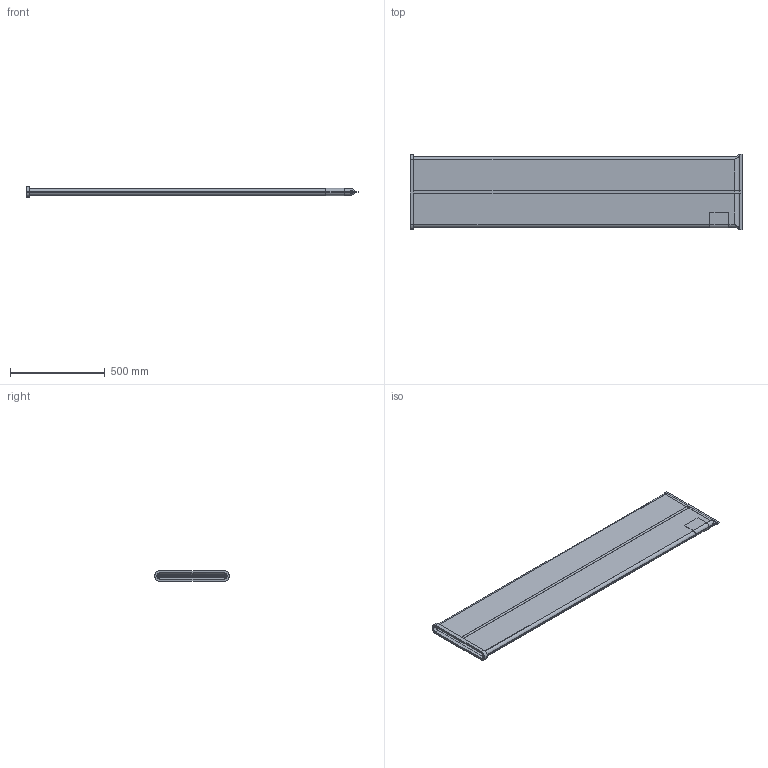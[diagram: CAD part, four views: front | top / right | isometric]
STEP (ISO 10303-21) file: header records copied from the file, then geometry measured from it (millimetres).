
FILE_DESCRIPTION (( 'STEP AP203' ), '1' );
FILE_NAME ('FILTRATION CLOTH 2024.STEP', '2023-12-14T08:47:01', ( '' ), ( '' ), 'SwSTEP 2.0', 'SolidWorks 2022', '' );
FILE_SCHEMA (( 'CONFIG_CONTROL_DESIGN' ));
Length unit declared in the file: millimetre
Products named in the file (1): FILTRATION CLOTH 2024
Bounding box: 1750 x 400 x 55 mm (x, y, z)
Volume: 2291653.5 mm3; surface area: 2768544.9 mm2
Topology: 1 solids, 1 shells, 93 faces, 257 edges, 168 vertices
Faces by surface type: plane 43, cylinder 42, bspline 8
Entity records: 3470 total; most frequent: CARTESIAN_POINT 1177, ORIENTED_EDGE 514, DIRECTION 405, EDGE_CURVE 257, VERTEX_POINT 168, LINE 145, VECTOR 145, AXIS2_PLACEMENT_3D 130
